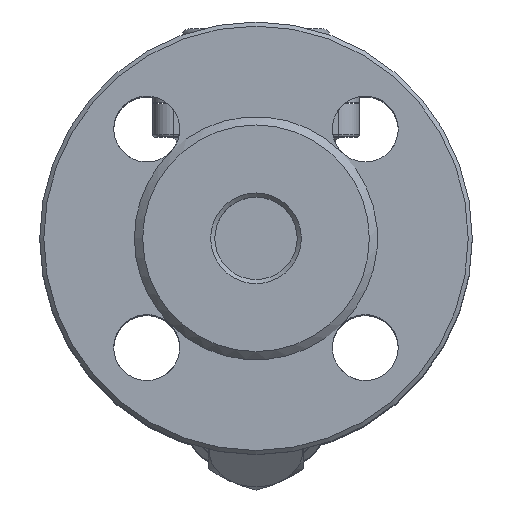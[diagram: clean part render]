
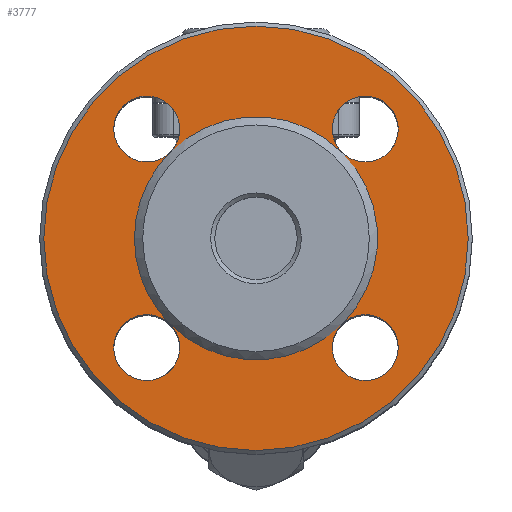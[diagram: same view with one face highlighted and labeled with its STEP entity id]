
A CAD part, top view. The second image highlights one B-rep face of the part: STEP entity #3777.
In plain terms, the highlighted planar face has unit normal (0, 0, 1).
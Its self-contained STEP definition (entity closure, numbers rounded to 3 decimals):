
#217=PLANE('',#4221);
#271=FACE_BOUND('',#711,.T.);
#463=FACE_OUTER_BOUND('',#710,.T.);
#710=EDGE_LOOP('',(#3195));
#711=EDGE_LOOP('',(#3196,#3197,#3198,#3199,#3200,#3201,#3202,#3203,#3204,
#3205,#3206,#3207,#3208));
#988=CIRCLE('',#4220,51.5);
#989=CIRCLE('',#4222,8.);
#990=CIRCLE('',#4223,29.5);
#991=CIRCLE('',#4224,8.);
#992=CIRCLE('',#4225,8.);
#993=CIRCLE('',#4226,29.5);
#994=CIRCLE('',#4227,8.);
#995=CIRCLE('',#4228,8.);
#996=CIRCLE('',#4229,29.5);
#997=CIRCLE('',#4230,29.5);
#998=CIRCLE('',#4231,8.);
#999=CIRCLE('',#4232,8.);
#1000=CIRCLE('',#4233,29.5);
#1001=CIRCLE('',#4234,8.);
#1745=VERTEX_POINT('',#7759);
#1746=VERTEX_POINT('',#7763);
#1747=VERTEX_POINT('',#7764);
#1748=VERTEX_POINT('',#7766);
#1749=VERTEX_POINT('',#7768);
#1750=VERTEX_POINT('',#7771);
#1751=VERTEX_POINT('',#7773);
#1752=VERTEX_POINT('',#7776);
#1753=VERTEX_POINT('',#7778);
#1754=VERTEX_POINT('',#7780);
#2234=EDGE_CURVE('',#1745,#1745,#988,.T.);
#2235=EDGE_CURVE('',#1746,#1747,#989,.T.);
#2236=EDGE_CURVE('',#1748,#1746,#990,.T.);
#2237=EDGE_CURVE('',#1749,#1748,#991,.T.);
#2238=EDGE_CURVE('',#1748,#1749,#992,.T.);
#2239=EDGE_CURVE('',#1750,#1748,#993,.T.);
#2240=EDGE_CURVE('',#1751,#1750,#994,.T.);
#2241=EDGE_CURVE('',#1750,#1751,#995,.T.);
#2242=EDGE_CURVE('',#1752,#1750,#996,.T.);
#2243=EDGE_CURVE('',#1753,#1752,#997,.T.);
#2244=EDGE_CURVE('',#1754,#1753,#998,.T.);
#2245=EDGE_CURVE('',#1753,#1754,#999,.T.);
#2246=EDGE_CURVE('',#1746,#1753,#1000,.T.);
#2247=EDGE_CURVE('',#1747,#1746,#1001,.T.);
#3195=ORIENTED_EDGE('',*,*,#2234,.F.);
#3196=ORIENTED_EDGE('',*,*,#2235,.F.);
#3197=ORIENTED_EDGE('',*,*,#2236,.F.);
#3198=ORIENTED_EDGE('',*,*,#2237,.F.);
#3199=ORIENTED_EDGE('',*,*,#2238,.F.);
#3200=ORIENTED_EDGE('',*,*,#2239,.F.);
#3201=ORIENTED_EDGE('',*,*,#2240,.F.);
#3202=ORIENTED_EDGE('',*,*,#2241,.F.);
#3203=ORIENTED_EDGE('',*,*,#2242,.F.);
#3204=ORIENTED_EDGE('',*,*,#2243,.F.);
#3205=ORIENTED_EDGE('',*,*,#2244,.F.);
#3206=ORIENTED_EDGE('',*,*,#2245,.F.);
#3207=ORIENTED_EDGE('',*,*,#2246,.F.);
#3208=ORIENTED_EDGE('',*,*,#2247,.F.);
#3777=ADVANCED_FACE('',(#463,#271),#217,.F.);
#4220=AXIS2_PLACEMENT_3D('',#7761,#5179,#5180);
#4221=AXIS2_PLACEMENT_3D('',#7762,#5181,#5182);
#4222=AXIS2_PLACEMENT_3D('',#7765,#5183,#5184);
#4223=AXIS2_PLACEMENT_3D('',#7767,#5185,#5186);
#4224=AXIS2_PLACEMENT_3D('',#7769,#5187,#5188);
#4225=AXIS2_PLACEMENT_3D('',#7770,#5189,#5190);
#4226=AXIS2_PLACEMENT_3D('',#7772,#5191,#5192);
#4227=AXIS2_PLACEMENT_3D('',#7774,#5193,#5194);
#4228=AXIS2_PLACEMENT_3D('',#7775,#5195,#5196);
#4229=AXIS2_PLACEMENT_3D('',#7777,#5197,#5198);
#4230=AXIS2_PLACEMENT_3D('',#7779,#5199,#5200);
#4231=AXIS2_PLACEMENT_3D('',#7781,#5201,#5202);
#4232=AXIS2_PLACEMENT_3D('',#7782,#5203,#5204);
#4233=AXIS2_PLACEMENT_3D('',#7783,#5205,#5206);
#4234=AXIS2_PLACEMENT_3D('',#7784,#5207,#5208);
#5179=DIRECTION('center_axis',(0.,0.,-1.));
#5180=DIRECTION('ref_axis',(1.,0.,0.));
#5181=DIRECTION('center_axis',(0.,0.,-1.));
#5182=DIRECTION('ref_axis',(-1.,0.,0.));
#5183=DIRECTION('center_axis',(0.,0.,1.));
#5184=DIRECTION('ref_axis',(1.,0.,0.));
#5185=DIRECTION('center_axis',(0.,0.,1.));
#5186=DIRECTION('ref_axis',(-1.,0.,0.));
#5187=DIRECTION('center_axis',(0.,0.,1.));
#5188=DIRECTION('ref_axis',(1.,0.,0.));
#5189=DIRECTION('center_axis',(0.,0.,1.));
#5190=DIRECTION('ref_axis',(1.,0.,0.));
#5191=DIRECTION('center_axis',(0.,0.,1.));
#5192=DIRECTION('ref_axis',(-1.,0.,0.));
#5193=DIRECTION('center_axis',(0.,0.,1.));
#5194=DIRECTION('ref_axis',(1.,0.,0.));
#5195=DIRECTION('center_axis',(0.,0.,1.));
#5196=DIRECTION('ref_axis',(1.,0.,0.));
#5197=DIRECTION('center_axis',(0.,0.,1.));
#5198=DIRECTION('ref_axis',(-1.,0.,0.));
#5199=DIRECTION('center_axis',(0.,0.,1.));
#5200=DIRECTION('ref_axis',(-1.,0.,0.));
#5201=DIRECTION('center_axis',(0.,0.,1.));
#5202=DIRECTION('ref_axis',(1.,0.,0.));
#5203=DIRECTION('center_axis',(0.,0.,1.));
#5204=DIRECTION('ref_axis',(1.,0.,0.));
#5205=DIRECTION('center_axis',(0.,0.,1.));
#5206=DIRECTION('ref_axis',(-1.,0.,0.));
#5207=DIRECTION('center_axis',(0.,0.,1.));
#5208=DIRECTION('ref_axis',(1.,0.,0.));
#7759=CARTESIAN_POINT('',(-51.5,0.,73.));
#7761=CARTESIAN_POINT('Origin',(0.,0.,73.));
#7762=CARTESIAN_POINT('Origin',(0.,0.,73.));
#7763=CARTESIAN_POINT('',(-20.86,-20.86,73.));
#7764=CARTESIAN_POINT('',(-34.517,-26.517,73.));
#7765=CARTESIAN_POINT('Origin',(-26.517,-26.517,73.));
#7766=CARTESIAN_POINT('',(-20.86,20.86,73.));
#7767=CARTESIAN_POINT('Origin',(0.,0.,73.));
#7768=CARTESIAN_POINT('',(-34.517,26.517,73.));
#7769=CARTESIAN_POINT('Origin',(-26.517,26.517,73.));
#7770=CARTESIAN_POINT('Origin',(-26.517,26.517,73.));
#7771=CARTESIAN_POINT('',(20.86,20.86,73.));
#7772=CARTESIAN_POINT('Origin',(0.,0.,73.));
#7773=CARTESIAN_POINT('',(18.517,26.517,73.));
#7774=CARTESIAN_POINT('Origin',(26.517,26.517,73.));
#7775=CARTESIAN_POINT('Origin',(26.517,26.517,73.));
#7776=CARTESIAN_POINT('',(29.5,0.,73.));
#7777=CARTESIAN_POINT('Origin',(0.,0.,73.));
#7778=CARTESIAN_POINT('',(20.86,-20.86,73.));
#7779=CARTESIAN_POINT('Origin',(0.,0.,73.));
#7780=CARTESIAN_POINT('',(18.517,-26.517,73.));
#7781=CARTESIAN_POINT('Origin',(26.517,-26.517,73.));
#7782=CARTESIAN_POINT('Origin',(26.517,-26.517,73.));
#7783=CARTESIAN_POINT('Origin',(0.,0.,73.));
#7784=CARTESIAN_POINT('Origin',(-26.517,-26.517,73.));
